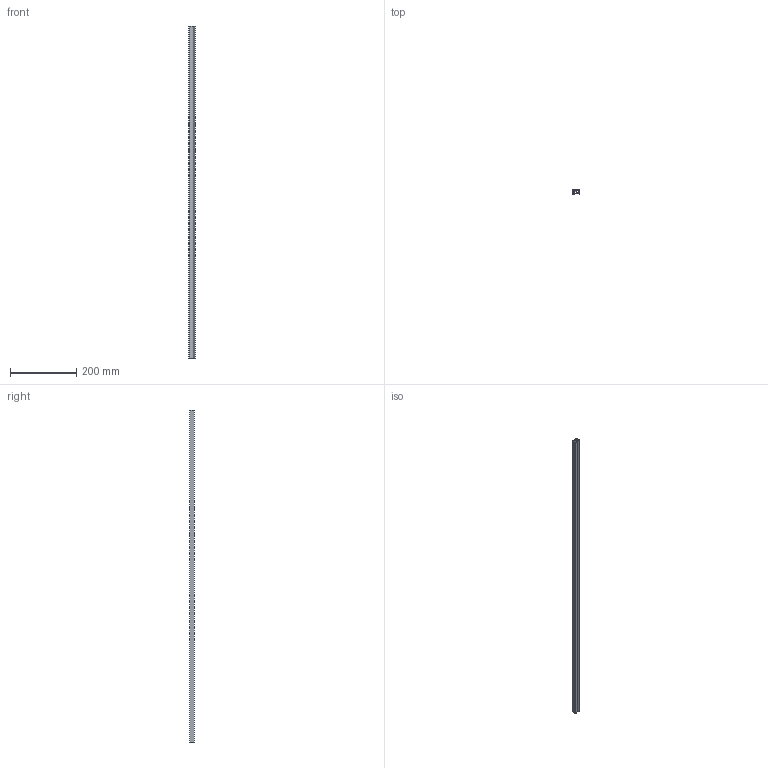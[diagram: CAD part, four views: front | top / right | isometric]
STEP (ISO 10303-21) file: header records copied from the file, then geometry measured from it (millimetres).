
FILE_DESCRIPTION(/* description */ (''),/* implementation_level */ '2;1');
FILE_NAME(/* name */ 'PP1292-0365-0000_Anwenderdatei_ohne Klammer_20221104.stp',/* time_stamp */ '2022-11-04T09:08:55+01:00',/* author */ ('sstotter'),/* organization */ (''),/* preprocessor_version */ 'ST-DEVELOPER v18.1',/* originating_system */ 'Autodesk Inventor 2021',/* authorisation */ '');
FILE_SCHEMA (('AUTOMOTIVE_DESIGN { 1 0 10303 214 3 1 1 }'));
Length unit declared in the file: millimetre
Products named in the file (1): PP1292-0365-0000_Anwenderdateien
Bounding box: 20 x 14 x 1000 mm (x, y, z)
Volume: 103881.9 mm3; surface area: 165796.5 mm2
Topology: 2 solids, 2 shells, 23 faces, 57 edges, 38 vertices
Faces by surface type: plane 21, cylinder 2
Entity records: 713 total; most frequent: CARTESIAN_POINT 119, ORIENTED_EDGE 114, DIRECTION 109, EDGE_CURVE 57, LINE 53, VECTOR 53, VERTEX_POINT 38, AXIS2_PLACEMENT_3D 28
